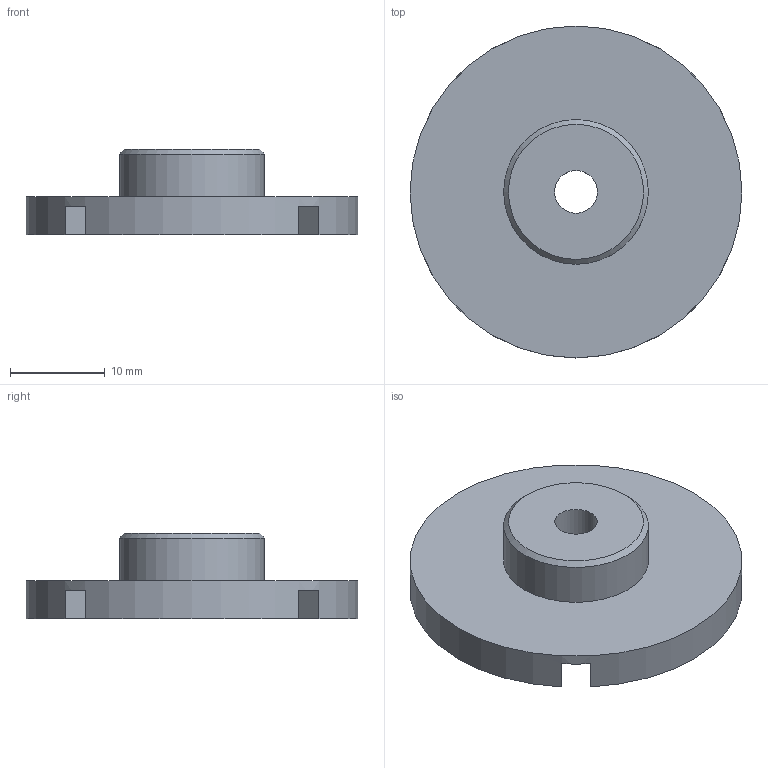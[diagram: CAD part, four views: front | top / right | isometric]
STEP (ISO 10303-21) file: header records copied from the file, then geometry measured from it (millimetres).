
FILE_DESCRIPTION(/* description */ (''),/* implementation_level */ '2;1');
FILE_NAME(/* name */ 'chuck_v03.stp',/* time_stamp */ '2022-12-04T10:31:38+01:00',/* author */ ('Timo Raab'),/* organization */ ('AG Schmidt-Mende Universität Konstanz'),/* preprocessor_version */ 'ST-DEVELOPER v19.2',/* originating_system */ 'Autodesk Inventor 2023',/* authorisation */ '');
FILE_SCHEMA (('AUTOMOTIVE_DESIGN { 1 0 10303 214 3 1 1 }'));
Length unit declared in the file: millimetre
Products named in the file (1): chuck_v03_1.5inset
Bounding box: 35 x 35 x 9 mm (x, y, z)
Volume: 3780.8 mm3; surface area: 3050.9 mm2
Topology: 1 solids, 1 shells, 40 faces, 108 edges, 72 vertices
Faces by surface type: plane 24, cylinder 15, cone 1
Full cylindrical faces by diameter (mm): 4.5 x1, 15.25 x1, 35 x1
Entity records: 1319 total; most frequent: DIRECTION 230, CARTESIAN_POINT 221, ORIENTED_EDGE 216, EDGE_CURVE 108, AXIS2_PLACEMENT_3D 81, VERTEX_POINT 72, LINE 68, VECTOR 68
